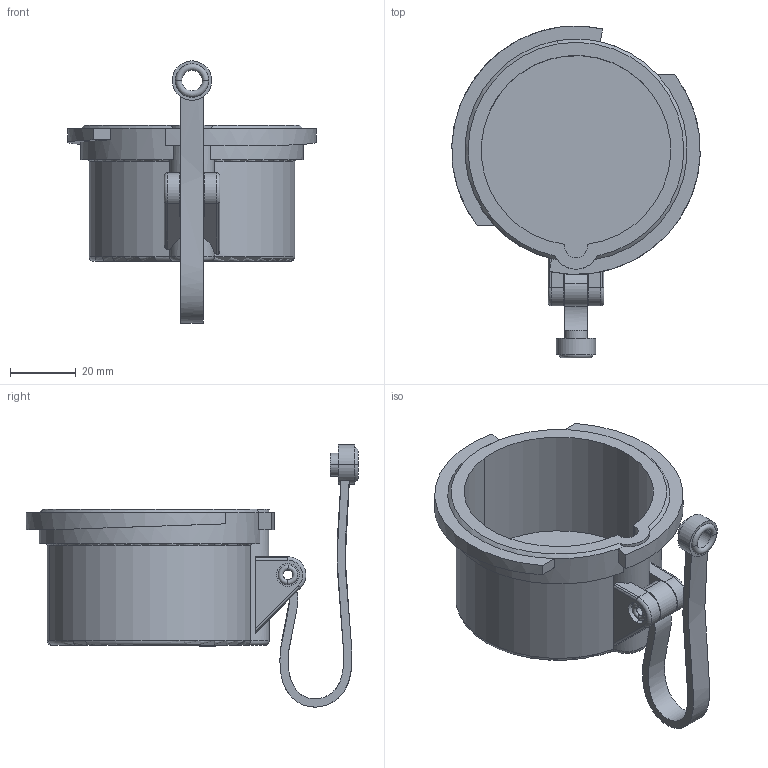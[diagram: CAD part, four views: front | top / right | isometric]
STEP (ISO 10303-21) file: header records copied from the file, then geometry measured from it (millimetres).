
FILE_DESCRIPTION (( 'STEP AP203' ), '1' );
FILE_NAME ('CC520.step', '2022-08-17T19:23:40', ( '' ), ( '' ), 'SwSTEP 2.0', 'SolidWorks 2021', '' );
FILE_SCHEMA (( 'CONFIG_CONTROL_DESIGN' ));
Length unit declared in the file: inch
Products named in the file (1): CC520
Bounding box: 75.73 x 101.26 x 79.98 mm (x, y, z)
Volume: 51023.3 mm3; surface area: 28120.7 mm2
Topology: 1 solids, 1 shells, 133 faces, 345 edges, 226 vertices
Faces by surface type: cylinder 63, plane 49, torus 17, cone 2, bspline 2
Entity records: 5028 total; most frequent: CARTESIAN_POINT 1564, DIRECTION 762, ORIENTED_EDGE 690, EDGE_CURVE 345, AXIS2_PLACEMENT_3D 308, VERTEX_POINT 226, CIRCLE 176, EDGE_LOOP 151
